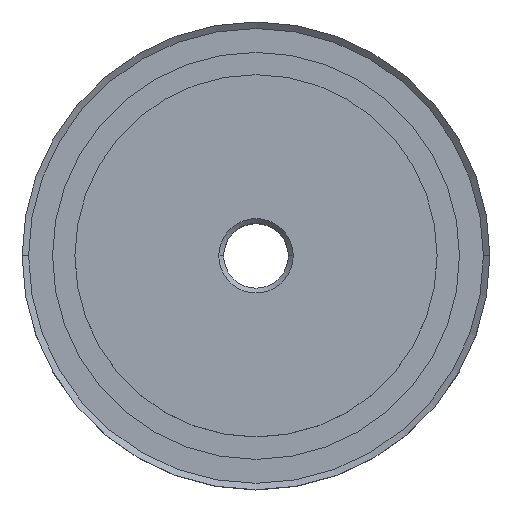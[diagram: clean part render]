
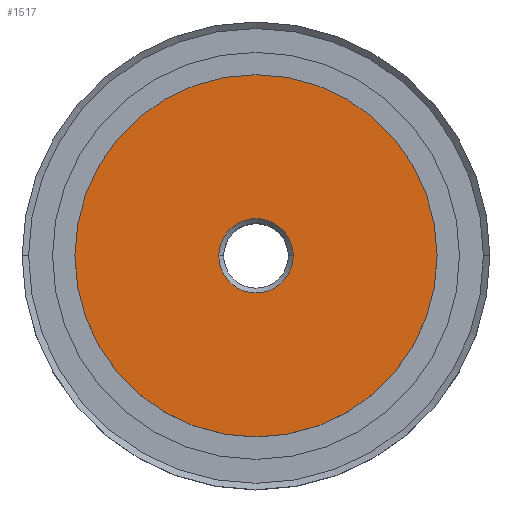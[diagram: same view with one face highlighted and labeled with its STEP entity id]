
A CAD part, top view. The second image highlights one B-rep face of the part: STEP entity #1517.
In plain terms, the highlighted planar face has unit normal (0, 0, 1).
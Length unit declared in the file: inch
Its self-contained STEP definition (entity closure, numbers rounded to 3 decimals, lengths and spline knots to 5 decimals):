
#95 = AXIS2_PLACEMENT_3D ( 'NONE', #4877, #4810, #4641 ) ;
#144 = EDGE_CURVE ( 'NONE', #6581, #420, #1936, .T. ) ;
#420 = VERTEX_POINT ( 'NONE', #6888 ) ;
#439 = CIRCLE ( 'NONE', #10028, 0.35938 ) ;
#440 = AXIS2_PLACEMENT_3D ( 'NONE', #6015, #855, #6862 ) ;
#566 = ORIENTED_EDGE ( 'NONE', *, *, #6726, .T. ) ;
#720 = DIRECTION ( 'NONE',  ( 0., 0., -1. ) ) ;
#855 = DIRECTION ( 'NONE',  ( 0., 0., 1. ) ) ;
#916 = PLANE ( 'NONE',  #4772 ) ;
#932 = EDGE_CURVE ( 'NONE', #5043, #1949, #439, .T. ) ;
#941 = FACE_BOUND ( 'NONE', #8345, .T. ) ;
#1205 = FACE_OUTER_BOUND ( 'NONE', #10268, .T. ) ;
#1517 = ADVANCED_FACE ( 'NONE', ( #941, #1205 ), #916, .T. ) ;
#1779 = DIRECTION ( 'NONE',  ( 1., 0., 0. ) ) ;
#1936 = CIRCLE ( 'NONE', #95, 1.75 ) ;
#1949 = VERTEX_POINT ( 'NONE', #4760 ) ;
#1990 = ORIENTED_EDGE ( 'NONE', *, *, #932, .T. ) ;
#2441 = DIRECTION ( 'NONE',  ( 0., 0., -1. ) ) ;
#3388 = CARTESIAN_POINT ( 'NONE',  ( 0.35938, 0., 0.5 ) ) ;
#3964 = DIRECTION ( 'NONE',  ( 1., 0., 0. ) ) ;
#4641 = DIRECTION ( 'NONE',  ( 1., 0., 0. ) ) ;
#4760 = CARTESIAN_POINT ( 'NONE',  ( -0.35938, 0., 0.5 ) ) ;
#4772 = AXIS2_PLACEMENT_3D ( 'NONE', #8623, #6921, #1779 ) ;
#4810 = DIRECTION ( 'NONE',  ( 0., 0., 1. ) ) ;
#4877 = CARTESIAN_POINT ( 'NONE',  ( 0., 0., 0.5 ) ) ;
#5043 = VERTEX_POINT ( 'NONE', #3388 ) ;
#5878 = CARTESIAN_POINT ( 'NONE',  ( 0., 0., 0.5 ) ) ;
#6015 = CARTESIAN_POINT ( 'NONE',  ( 0., 0., 0.5 ) ) ;
#6146 = AXIS2_PLACEMENT_3D ( 'NONE', #5878, #720, #6730 ) ;
#6215 = CIRCLE ( 'NONE', #440, 1.75 ) ;
#6581 = VERTEX_POINT ( 'NONE', #10922 ) ;
#6726 = EDGE_CURVE ( 'NONE', #420, #6581, #6215, .T. ) ;
#6730 = DIRECTION ( 'NONE',  ( 1., 0., 0. ) ) ;
#6862 = DIRECTION ( 'NONE',  ( 1., 0., 0. ) ) ;
#6888 = CARTESIAN_POINT ( 'NONE',  ( 1.75, 0., 0.5 ) ) ;
#6921 = DIRECTION ( 'NONE',  ( 0., 0., 1. ) ) ;
#7799 = EDGE_CURVE ( 'NONE', #1949, #5043, #8079, .T. ) ;
#8079 = CIRCLE ( 'NONE', #6146, 0.35938 ) ;
#8084 = ORIENTED_EDGE ( 'NONE', *, *, #144, .T. ) ;
#8345 = EDGE_LOOP ( 'NONE', ( #1990, #9508 ) ) ;
#8480 = CARTESIAN_POINT ( 'NONE',  ( 0., 0., 0.5 ) ) ;
#8623 = CARTESIAN_POINT ( 'NONE',  ( 0., 0., 0.5 ) ) ;
#9508 = ORIENTED_EDGE ( 'NONE', *, *, #7799, .T. ) ;
#10028 = AXIS2_PLACEMENT_3D ( 'NONE', #8480, #2441, #3964 ) ;
#10268 = EDGE_LOOP ( 'NONE', ( #8084, #566 ) ) ;
#10922 = CARTESIAN_POINT ( 'NONE',  ( -1.75, 0., 0.5 ) ) ;
